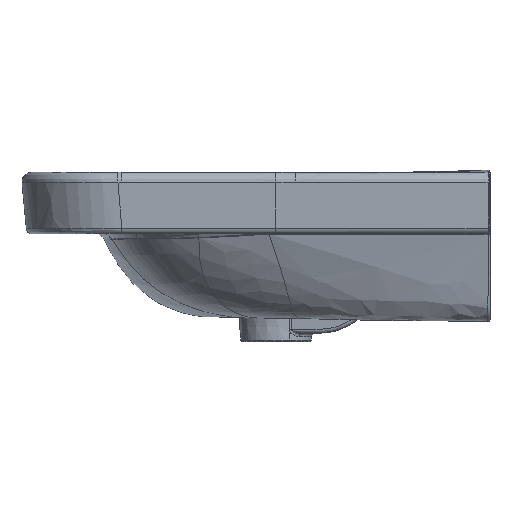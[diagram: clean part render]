
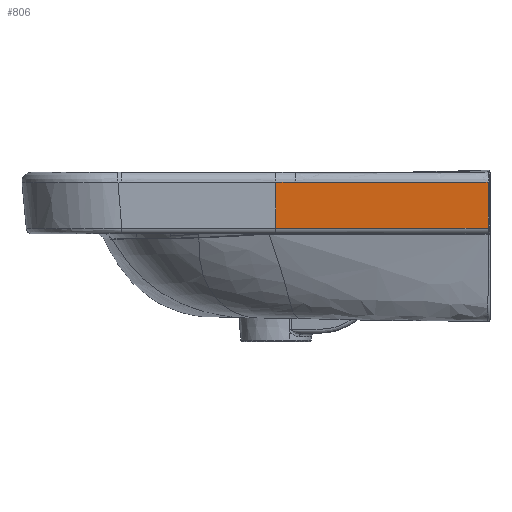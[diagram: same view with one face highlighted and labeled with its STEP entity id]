
A CAD part, left-side view. The second image highlights one B-rep face of the part: STEP entity #806.
In plain terms, the highlighted free-form (B-spline) face has degree [3, 1] with [5, 2] control points.
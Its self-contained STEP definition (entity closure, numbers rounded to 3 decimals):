
#391=B_SPLINE_SURFACE_WITH_KNOTS('',3,1,((#40243,#40244),(#40245,#40246),
(#40247,#40248),(#40249,#40250),(#40251,#40252)),.UNSPECIFIED.,.F.,.F.,
 .F.,(4,1,4),(2,2),(0.,0.5,1.),(0.,1.),.UNSPECIFIED.);
#806=ADVANCED_FACE('',(#1324),#391,.T.);
#1324=FACE_OUTER_BOUND('',#1714,.T.);
#1714=EDGE_LOOP('',(#4088,#4089,#4090,#4091,#4092,#4093));
#2099=B_SPLINE_CURVE_WITH_KNOTS('',3,(#14286,#14287,#14288,#14289,#14290),
 .UNSPECIFIED.,.F.,.F.,(4,1,4),(0.,0.991,1.),.UNSPECIFIED.);
#2513=B_SPLINE_CURVE_WITH_KNOTS('',3,(#39713,#39714,#39715,#39716),
 .UNSPECIFIED.,.F.,.F.,(4,4),(0.,1.),.UNSPECIFIED.);
#2517=B_SPLINE_CURVE_WITH_KNOTS('',3,(#39730,#39731,#39732,#39733),
 .UNSPECIFIED.,.F.,.F.,(4,4),(0.,1.),.UNSPECIFIED.);
#2518=B_SPLINE_CURVE_WITH_KNOTS('',3,(#39744,#39745,#39746,#39747),
 .UNSPECIFIED.,.F.,.F.,(4,4),(0.,1.),.UNSPECIFIED.);
#2528=B_SPLINE_CURVE_WITH_KNOTS('',3,(#40237,#40238,#40239,#40240),
 .UNSPECIFIED.,.F.,.F.,(4,4),(0.,1.),.UNSPECIFIED.);
#2529=B_SPLINE_CURVE_WITH_KNOTS('',1,(#40241,#40242),.UNSPECIFIED.,.F.,
 .F.,(2,2),(0.,1.),.UNSPECIFIED.);
#4088=ORIENTED_EDGE('',*,*,#5631,.T.);
#4089=ORIENTED_EDGE('',*,*,#6137,.F.);
#4090=ORIENTED_EDGE('',*,*,#6113,.T.);
#4091=ORIENTED_EDGE('',*,*,#6108,.F.);
#4092=ORIENTED_EDGE('',*,*,#6112,.T.);
#4093=ORIENTED_EDGE('',*,*,#6138,.F.);
#4893=VERTEX_POINT('',#14214);
#4898=VERTEX_POINT('',#14285);
#5201=VERTEX_POINT('',#39298);
#5208=VERTEX_POINT('',#39717);
#5210=VERTEX_POINT('',#39729);
#5211=VERTEX_POINT('',#39748);
#5631=EDGE_CURVE('',#4893,#4898,#2099,.T.);
#6108=EDGE_CURVE('',#5208,#5201,#2513,.T.);
#6112=EDGE_CURVE('',#5208,#5210,#2517,.T.);
#6113=EDGE_CURVE('',#5211,#5201,#2518,.T.);
#6137=EDGE_CURVE('',#5211,#4898,#2528,.T.);
#6138=EDGE_CURVE('',#4893,#5210,#2529,.T.);
#14214=CARTESIAN_POINT('',(-272.733,2.,-56.175));
#14285=CARTESIAN_POINT('',(-275.006,2.,-10.042));
#14286=CARTESIAN_POINT('',(-272.733,2.,-56.175));
#14287=CARTESIAN_POINT('',(-274.024,2.,-40.97));
#14288=CARTESIAN_POINT('',(-274.787,2.,-25.579));
#14289=CARTESIAN_POINT('',(-275.004,2.,-10.18));
#14290=CARTESIAN_POINT('',(-275.006,2.,-10.042));
#39298=CARTESIAN_POINT('',(-275.005,214.998,-10.092));
#39713=CARTESIAN_POINT('',(-275.,214.997,-10.456));
#39714=CARTESIAN_POINT('',(-275.002,214.997,-10.334));
#39715=CARTESIAN_POINT('',(-275.003,214.997,-10.213));
#39716=CARTESIAN_POINT('',(-275.005,214.997,-10.092));
#39717=CARTESIAN_POINT('',(-275.,215.,-10.456));
#39729=CARTESIAN_POINT('',(-272.733,214.998,-56.175));
#39730=CARTESIAN_POINT('',(-275.,215.,-10.456));
#39731=CARTESIAN_POINT('',(-274.78,215.,-25.717));
#39732=CARTESIAN_POINT('',(-274.024,215.,-40.97));
#39733=CARTESIAN_POINT('',(-272.733,215.,-56.175));
#39744=CARTESIAN_POINT('',(-275.005,195.703,-10.091));
#39745=CARTESIAN_POINT('',(-275.005,202.135,-10.091));
#39746=CARTESIAN_POINT('',(-275.005,208.568,-10.091));
#39747=CARTESIAN_POINT('',(-275.005,215.,-10.092));
#39748=CARTESIAN_POINT('',(-275.005,195.703,-10.091));
#40237=CARTESIAN_POINT('',(-275.005,195.703,-10.091));
#40238=CARTESIAN_POINT('',(-275.005,131.135,-10.09));
#40239=CARTESIAN_POINT('',(-275.008,66.568,-9.918));
#40240=CARTESIAN_POINT('',(-275.006,2.,-10.042));
#40241=CARTESIAN_POINT('',(-272.733,2.,-56.175));
#40242=CARTESIAN_POINT('',(-272.733,215.,-56.175));
#40243=CARTESIAN_POINT('',(-272.71,0.,-56.449));
#40244=CARTESIAN_POINT('',(-272.71,382.179,-56.449));
#40245=CARTESIAN_POINT('',(-274.015,0.,-41.153));
#40246=CARTESIAN_POINT('',(-274.015,382.179,-41.153));
#40247=CARTESIAN_POINT('',(-275.543,0.,-10.464));
#40248=CARTESIAN_POINT('',(-275.543,382.179,-10.464));
#40249=CARTESIAN_POINT('',(-274.899,0.,20.258));
#40250=CARTESIAN_POINT('',(-274.899,382.179,20.258));
#40251=CARTESIAN_POINT('',(-274.577,0.,35.619));
#40252=CARTESIAN_POINT('',(-274.577,382.179,35.619));
